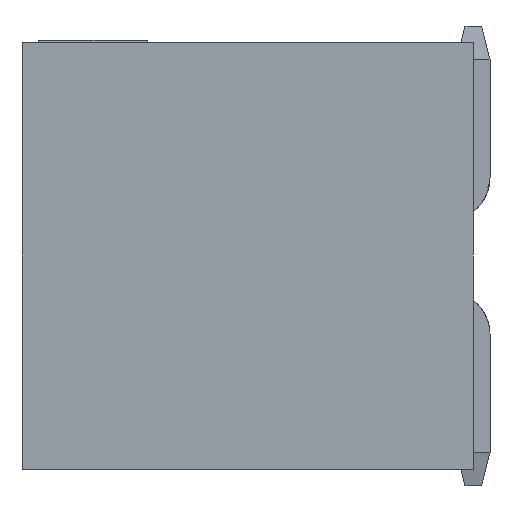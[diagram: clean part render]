
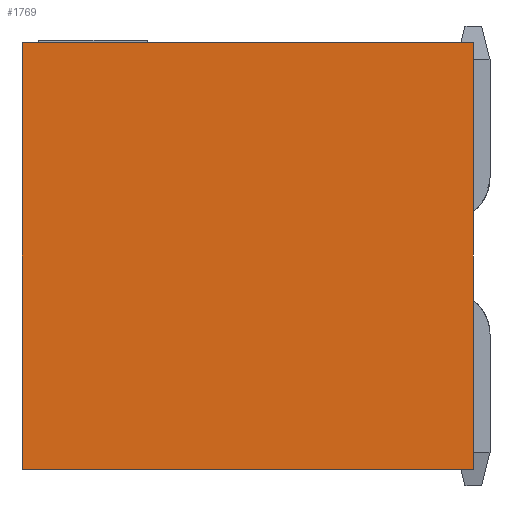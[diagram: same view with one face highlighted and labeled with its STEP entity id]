
A CAD part, left-side view. The second image highlights one B-rep face of the part: STEP entity #1769.
In plain terms, the highlighted free-form (B-spline) face has degree [1, 1] with [2, 2] control points.
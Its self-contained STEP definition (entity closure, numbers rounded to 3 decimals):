
#1769 = ADVANCED_FACE('',(#1770),#1800,.T.);
#1770 = FACE_BOUND('',#1771,.T.);
#1771 = EDGE_LOOP('',(#1772,#1781,#1788,#1795));
#1772 = ORIENTED_EDGE('',*,*,#1773,.F.);
#1773 = EDGE_CURVE('',#1774,#1776,#1778,.T.);
#1774 = VERTEX_POINT('',#1775);
#1775 = CARTESIAN_POINT('',(-6.325,5.4,2.55));
#1776 = VERTEX_POINT('',#1777);
#1777 = CARTESIAN_POINT('',(-6.325,0.,2.55));
#1778 = B_SPLINE_CURVE_WITH_KNOTS('',1,(#1779,#1780),.UNSPECIFIED.,.F.,
  .F.,(2,2),(0.,5.4),.PIECEWISE_BEZIER_KNOTS.);
#1779 = CARTESIAN_POINT('',(-6.325,5.4,2.55));
#1780 = CARTESIAN_POINT('',(-6.325,0.,2.55));
#1781 = ORIENTED_EDGE('',*,*,#1782,.F.);
#1782 = EDGE_CURVE('',#1783,#1774,#1785,.T.);
#1783 = VERTEX_POINT('',#1784);
#1784 = CARTESIAN_POINT('',(-6.325,5.4,-2.55));
#1785 = B_SPLINE_CURVE_WITH_KNOTS('',1,(#1786,#1787),.UNSPECIFIED.,.F.,
  .F.,(2,2),(0.,5.1),.PIECEWISE_BEZIER_KNOTS.);
#1786 = CARTESIAN_POINT('',(-6.325,5.4,-2.55));
#1787 = CARTESIAN_POINT('',(-6.325,5.4,2.55));
#1788 = ORIENTED_EDGE('',*,*,#1789,.F.);
#1789 = EDGE_CURVE('',#1790,#1783,#1792,.T.);
#1790 = VERTEX_POINT('',#1791);
#1791 = CARTESIAN_POINT('',(-6.325,0.,-2.55));
#1792 = B_SPLINE_CURVE_WITH_KNOTS('',1,(#1793,#1794),.UNSPECIFIED.,.F.,
  .F.,(2,2),(0.,5.4),.PIECEWISE_BEZIER_KNOTS.);
#1793 = CARTESIAN_POINT('',(-6.325,0.,-2.55));
#1794 = CARTESIAN_POINT('',(-6.325,5.4,-2.55));
#1795 = ORIENTED_EDGE('',*,*,#1796,.F.);
#1796 = EDGE_CURVE('',#1776,#1790,#1797,.T.);
#1797 = B_SPLINE_CURVE_WITH_KNOTS('',1,(#1798,#1799),.UNSPECIFIED.,.F.,
  .F.,(2,2),(0.,5.1),.PIECEWISE_BEZIER_KNOTS.);
#1798 = CARTESIAN_POINT('',(-6.325,0.,2.55));
#1799 = CARTESIAN_POINT('',(-6.325,0.,-2.55));
#1800 = B_SPLINE_SURFACE_WITH_KNOTS('',1,1,(
    (#1801,#1802)
    ,(#1803,#1804
    )),.UNSPECIFIED.,.F.,.F.,.F.,(2,2),(2,2),(0.,5.1),(0.,5.4),
  .PIECEWISE_BEZIER_KNOTS.);
#1801 = CARTESIAN_POINT('',(-6.325,0.,-2.55));
#1802 = CARTESIAN_POINT('',(-6.325,5.4,-2.55));
#1803 = CARTESIAN_POINT('',(-6.325,0.,2.55));
#1804 = CARTESIAN_POINT('',(-6.325,5.4,2.55));
